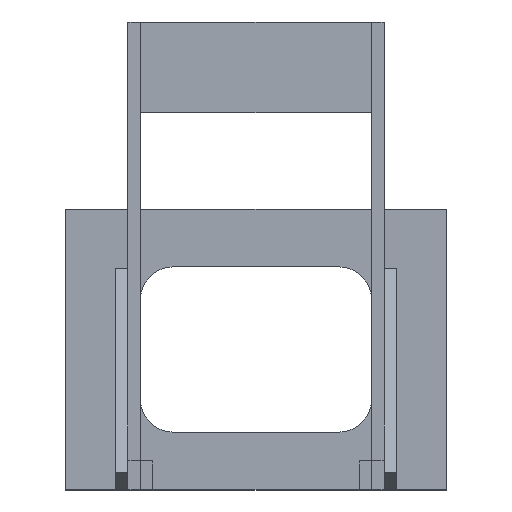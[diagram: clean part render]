
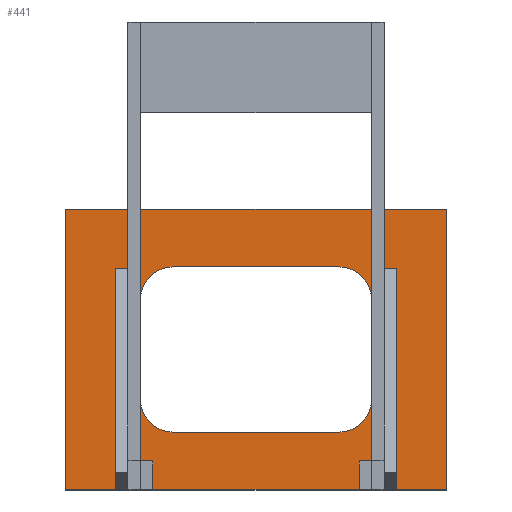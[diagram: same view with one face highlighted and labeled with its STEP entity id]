
A CAD part, top view. The second image highlights one B-rep face of the part: STEP entity #441.
In plain terms, the highlighted face is planar.
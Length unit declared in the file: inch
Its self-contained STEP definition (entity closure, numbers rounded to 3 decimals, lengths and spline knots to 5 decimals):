
#6 = VERTEX_POINT ( 'NONE', #569 ) ;
#11 = CARTESIAN_POINT ( 'NONE',  ( 0., 34., 0. ) ) ;
#52 = DIRECTION ( 'NONE',  ( 1., 0., 0. ) ) ;
#67 = VERTEX_POINT ( 'NONE', #80 ) ;
#80 = CARTESIAN_POINT ( 'NONE',  ( 0., 0., -46. ) ) ;
#84 = VERTEX_POINT ( 'NONE', #1492 ) ;
#98 = FACE_BOUND ( 'NONE', #206, .T. ) ;
#103 = LINE ( 'NONE', #643, #1611 ) ;
#112 = VECTOR ( 'NONE', #1632, 39.37008 ) ;
#127 = VERTEX_POINT ( 'NONE', #900 ) ;
#141 = EDGE_CURVE ( 'NONE', #127, #768, #274, .T. ) ;
#153 = CARTESIAN_POINT ( 'NONE',  ( 0., 11., -37. ) ) ;
#179 = VERTEX_POINT ( 'NONE', #1006 ) ;
#200 = DIRECTION ( 'NONE',  ( 0., 0., -1. ) ) ;
#206 = EDGE_LOOP ( 'NONE', ( #863, #265, #624, #641, #1273, #575, #507, #1303 ) ) ;
#222 = DIRECTION ( 'NONE',  ( 0., 0., 1. ) ) ;
#265 = ORIENTED_EDGE ( 'NONE', *, *, #582, .T. ) ;
#271 = DIRECTION ( 'NONE',  ( 1., 0., 0. ) ) ;
#274 = CIRCLE ( 'NONE', #1223, 4. ) ;
#277 = CIRCLE ( 'NONE', #1032, 4. ) ;
#303 = DIRECTION ( 'NONE',  ( 0., 0., -1. ) ) ;
#306 = AXIS2_PLACEMENT_3D ( 'NONE', #1104, #844, #1506 ) ;
#320 = EDGE_CURVE ( 'NONE', #768, #831, #336, .T. ) ;
#324 = ORIENTED_EDGE ( 'NONE', *, *, #706, .F. ) ;
#331 = CIRCLE ( 'NONE', #306, 4. ) ;
#336 = LINE ( 'NONE', #1235, #977 ) ;
#361 = EDGE_CURVE ( 'NONE', #6, #67, #1105, .T. ) ;
#369 = EDGE_CURVE ( 'NONE', #893, #127, #458, .T. ) ;
#371 = DIRECTION ( 'NONE',  ( 0., 0., 1. ) ) ;
#380 = CARTESIAN_POINT ( 'NONE',  ( 0., 34., 0. ) ) ;
#420 = VERTEX_POINT ( 'NONE', #772 ) ;
#441 = ADVANCED_FACE ( 'NONE', ( #736, #98 ), #606, .T. ) ;
#443 = EDGE_CURVE ( 'NONE', #84, #179, #1024, .T. ) ;
#458 = LINE ( 'NONE', #1369, #1226 ) ;
#507 = ORIENTED_EDGE ( 'NONE', *, *, #1081, .T. ) ;
#509 = ORIENTED_EDGE ( 'NONE', *, *, #943, .F. ) ;
#565 = CARTESIAN_POINT ( 'NONE',  ( 0., 7., -13. ) ) ;
#567 = AXIS2_PLACEMENT_3D ( 'NONE', #629, #1270, #371 ) ;
#569 = CARTESIAN_POINT ( 'NONE',  ( 0., 0., 0. ) ) ;
#573 = VERTEX_POINT ( 'NONE', #380 ) ;
#575 = ORIENTED_EDGE ( 'NONE', *, *, #1282, .T. ) ;
#581 = VERTEX_POINT ( 'NONE', #1467 ) ;
#582 = EDGE_CURVE ( 'NONE', #179, #893, #277, .T. ) ;
#606 = PLANE ( 'NONE',  #567 ) ;
#624 = ORIENTED_EDGE ( 'NONE', *, *, #369, .T. ) ;
#629 = CARTESIAN_POINT ( 'NONE',  ( 0., 0., 0. ) ) ;
#633 = EDGE_LOOP ( 'NONE', ( #324, #1646, #509, #1038 ) ) ;
#639 = CARTESIAN_POINT ( 'NONE',  ( 0., 23., -33. ) ) ;
#641 = ORIENTED_EDGE ( 'NONE', *, *, #141, .T. ) ;
#643 = CARTESIAN_POINT ( 'NONE',  ( 0., 27., -13. ) ) ;
#682 = CARTESIAN_POINT ( 'NONE',  ( 0., 0., 0. ) ) ;
#706 = EDGE_CURVE ( 'NONE', #573, #6, #813, .T. ) ;
#736 = FACE_OUTER_BOUND ( 'NONE', #633, .T. ) ;
#767 = EDGE_CURVE ( 'NONE', #1616, #573, #1216, .T. ) ;
#768 = VERTEX_POINT ( 'NONE', #153 ) ;
#771 = DIRECTION ( 'NONE',  ( 0., 1., 0. ) ) ;
#772 = CARTESIAN_POINT ( 'NONE',  ( 0., 27., -33. ) ) ;
#808 = EDGE_CURVE ( 'NONE', #581, #84, #331, .T. ) ;
#813 = LINE ( 'NONE', #682, #1141 ) ;
#815 = AXIS2_PLACEMENT_3D ( 'NONE', #639, #873, #1144 ) ;
#831 = VERTEX_POINT ( 'NONE', #1496 ) ;
#844 = DIRECTION ( 'NONE',  ( 1., 0., 0. ) ) ;
#863 = ORIENTED_EDGE ( 'NONE', *, *, #443, .T. ) ;
#873 = DIRECTION ( 'NONE',  ( 1., 0., 0. ) ) ;
#893 = VERTEX_POINT ( 'NONE', #565 ) ;
#900 = CARTESIAN_POINT ( 'NONE',  ( 0., 7., -33. ) ) ;
#926 = CARTESIAN_POINT ( 'NONE',  ( 0., 11., -13. ) ) ;
#943 = EDGE_CURVE ( 'NONE', #67, #1616, #1288, .T. ) ;
#977 = VECTOR ( 'NONE', #984, 39.37008 ) ;
#984 = DIRECTION ( 'NONE',  ( 0., 1., 0. ) ) ;
#1006 = CARTESIAN_POINT ( 'NONE',  ( 0., 11., -9. ) ) ;
#1024 = LINE ( 'NONE', #1521, #1061 ) ;
#1032 = AXIS2_PLACEMENT_3D ( 'NONE', #926, #52, #303 ) ;
#1038 = ORIENTED_EDGE ( 'NONE', *, *, #361, .F. ) ;
#1061 = VECTOR ( 'NONE', #1298, 39.37008 ) ;
#1067 = CARTESIAN_POINT ( 'NONE',  ( 0., 34., -46. ) ) ;
#1081 = EDGE_CURVE ( 'NONE', #420, #581, #103, .T. ) ;
#1104 = CARTESIAN_POINT ( 'NONE',  ( 0., 23., -13. ) ) ;
#1105 = LINE ( 'NONE', #1220, #112 ) ;
#1117 = VECTOR ( 'NONE', #771, 39.37008 ) ;
#1130 = CARTESIAN_POINT ( 'NONE',  ( 0., 0., -46. ) ) ;
#1141 = VECTOR ( 'NONE', #1570, 39.37008 ) ;
#1144 = DIRECTION ( 'NONE',  ( 0., 0., 1. ) ) ;
#1159 = DIRECTION ( 'NONE',  ( 0., 0., -1. ) ) ;
#1216 = LINE ( 'NONE', #11, #1312 ) ;
#1220 = CARTESIAN_POINT ( 'NONE',  ( 0., 0., 0. ) ) ;
#1223 = AXIS2_PLACEMENT_3D ( 'NONE', #1283, #271, #1159 ) ;
#1226 = VECTOR ( 'NONE', #200, 39.37008 ) ;
#1235 = CARTESIAN_POINT ( 'NONE',  ( 0., 23., -37. ) ) ;
#1270 = DIRECTION ( 'NONE',  ( -1., 0., 0. ) ) ;
#1273 = ORIENTED_EDGE ( 'NONE', *, *, #320, .T. ) ;
#1282 = EDGE_CURVE ( 'NONE', #831, #420, #1562, .T. ) ;
#1283 = CARTESIAN_POINT ( 'NONE',  ( 0., 11., -33. ) ) ;
#1288 = LINE ( 'NONE', #1130, #1117 ) ;
#1298 = DIRECTION ( 'NONE',  ( 0., -1., 0. ) ) ;
#1303 = ORIENTED_EDGE ( 'NONE', *, *, #808, .T. ) ;
#1312 = VECTOR ( 'NONE', #1329, 39.37008 ) ;
#1329 = DIRECTION ( 'NONE',  ( 0., 0., 1. ) ) ;
#1369 = CARTESIAN_POINT ( 'NONE',  ( 0., 7., -13. ) ) ;
#1467 = CARTESIAN_POINT ( 'NONE',  ( 0., 27., -13. ) ) ;
#1492 = CARTESIAN_POINT ( 'NONE',  ( 0., 23., -9. ) ) ;
#1496 = CARTESIAN_POINT ( 'NONE',  ( 0., 23., -37. ) ) ;
#1506 = DIRECTION ( 'NONE',  ( 0., 0., -1. ) ) ;
#1521 = CARTESIAN_POINT ( 'NONE',  ( 0., 23., -9. ) ) ;
#1562 = CIRCLE ( 'NONE', #815, 4. ) ;
#1570 = DIRECTION ( 'NONE',  ( 0., -1., 0. ) ) ;
#1611 = VECTOR ( 'NONE', #222, 39.37008 ) ;
#1616 = VERTEX_POINT ( 'NONE', #1067 ) ;
#1632 = DIRECTION ( 'NONE',  ( 0., 0., -1. ) ) ;
#1646 = ORIENTED_EDGE ( 'NONE', *, *, #767, .F. ) ;
